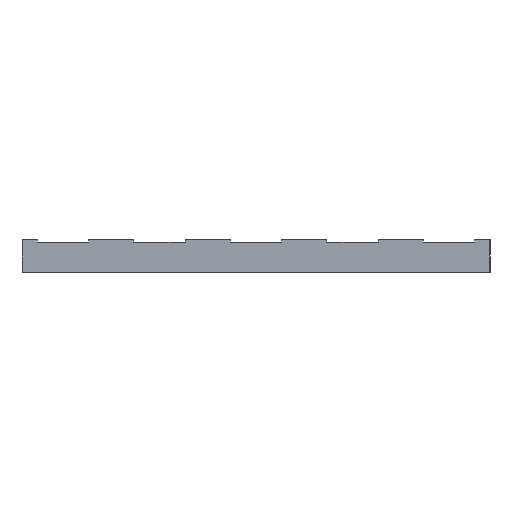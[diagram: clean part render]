
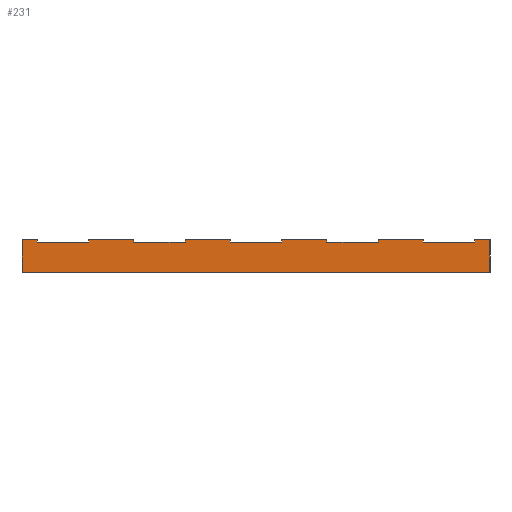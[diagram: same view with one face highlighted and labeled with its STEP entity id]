
A CAD part, left-side view. The second image highlights one B-rep face of the part: STEP entity #231.
In plain terms, the highlighted planar face has unit normal (-1, 0, 0).
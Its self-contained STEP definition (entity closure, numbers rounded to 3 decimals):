
#35=AXIS2_PLACEMENT_3D('Plane Axis2P3D',#32,#33,#34) ;
#32=CARTESIAN_POINT('Axis2P3D Location',(0.,21.8,1.5)) ;
#37=CARTESIAN_POINT('Line Origine',(0.,3.1,1.45)) ;
#41=CARTESIAN_POINT('Vertex',(0.,3.1,1.4)) ;
#43=CARTESIAN_POINT('Vertex',(0.,3.1,1.5)) ;
#46=CARTESIAN_POINT('Line Origine',(0.,4.15,1.5)) ;
#50=CARTESIAN_POINT('Vertex',(0.,5.2,1.5)) ;
#53=CARTESIAN_POINT('Line Origine',(0.,5.2,1.45)) ;
#57=CARTESIAN_POINT('Vertex',(0.,5.2,1.4)) ;
#60=CARTESIAN_POINT('Line Origine',(0.,6.4,1.4)) ;
#64=CARTESIAN_POINT('Vertex',(0.,7.6,1.4)) ;
#67=CARTESIAN_POINT('Line Origine',(0.,7.6,1.45)) ;
#71=CARTESIAN_POINT('Vertex',(0.,7.6,1.5)) ;
#74=CARTESIAN_POINT('Line Origine',(0.,8.65,1.5)) ;
#78=CARTESIAN_POINT('Vertex',(0.,9.7,1.5)) ;
#81=CARTESIAN_POINT('Line Origine',(0.,9.7,1.45)) ;
#85=CARTESIAN_POINT('Vertex',(0.,9.7,1.4)) ;
#88=CARTESIAN_POINT('Line Origine',(0.,10.9,1.4)) ;
#92=CARTESIAN_POINT('Vertex',(0.,12.1,1.4)) ;
#95=CARTESIAN_POINT('Line Origine',(0.,12.1,1.45)) ;
#99=CARTESIAN_POINT('Vertex',(0.,12.1,1.5)) ;
#102=CARTESIAN_POINT('Line Origine',(0.,13.15,1.5)) ;
#106=CARTESIAN_POINT('Vertex',(0.,14.2,1.5)) ;
#109=CARTESIAN_POINT('Line Origine',(0.,14.2,1.45)) ;
#113=CARTESIAN_POINT('Vertex',(0.,14.2,1.4)) ;
#116=CARTESIAN_POINT('Line Origine',(0.,15.4,1.4)) ;
#120=CARTESIAN_POINT('Vertex',(0.,16.6,1.4)) ;
#123=CARTESIAN_POINT('Line Origine',(0.,16.6,1.45)) ;
#127=CARTESIAN_POINT('Vertex',(0.,16.6,1.5)) ;
#130=CARTESIAN_POINT('Line Origine',(0.,17.65,1.5)) ;
#134=CARTESIAN_POINT('Vertex',(0.,18.7,1.5)) ;
#137=CARTESIAN_POINT('Line Origine',(0.,18.7,1.45)) ;
#141=CARTESIAN_POINT('Vertex',(0.,18.7,1.4)) ;
#144=CARTESIAN_POINT('Line Origine',(0.,19.9,1.4)) ;
#148=CARTESIAN_POINT('Vertex',(0.,21.1,1.4)) ;
#151=CARTESIAN_POINT('Line Origine',(0.,21.1,1.45)) ;
#155=CARTESIAN_POINT('Vertex',(0.,21.1,1.5)) ;
#158=CARTESIAN_POINT('Line Origine',(0.,21.45,1.5)) ;
#162=CARTESIAN_POINT('Vertex',(0.,21.8,1.5)) ;
#165=CARTESIAN_POINT('Line Origine',(0.,21.8,0.75)) ;
#169=CARTESIAN_POINT('Vertex',(0.,21.8,0.)) ;
#172=CARTESIAN_POINT('Line Origine',(0.,10.9,0.)) ;
#176=CARTESIAN_POINT('Vertex',(0.,0.,0.)) ;
#179=CARTESIAN_POINT('Line Origine',(0.,0.,0.75)) ;
#183=CARTESIAN_POINT('Vertex',(0.,0.,1.5)) ;
#186=CARTESIAN_POINT('Line Origine',(0.,0.35,1.5)) ;
#190=CARTESIAN_POINT('Vertex',(0.,0.7,1.5)) ;
#193=CARTESIAN_POINT('Line Origine',(0.,0.7,1.45)) ;
#197=CARTESIAN_POINT('Vertex',(0.,0.7,1.4)) ;
#200=CARTESIAN_POINT('Line Origine',(0.,1.9,1.4)) ;
#33=DIRECTION('Axis2P3D Direction',(1.,0.,0.)) ;
#34=DIRECTION('Axis2P3D XDirection',(0.,-1.,0.)) ;
#38=DIRECTION('Vector Direction',(0.,0.,-1.)) ;
#47=DIRECTION('Vector Direction',(0.,-1.,0.)) ;
#54=DIRECTION('Vector Direction',(0.,0.,1.)) ;
#61=DIRECTION('Vector Direction',(0.,-1.,0.)) ;
#68=DIRECTION('Vector Direction',(0.,0.,-1.)) ;
#75=DIRECTION('Vector Direction',(0.,-1.,0.)) ;
#82=DIRECTION('Vector Direction',(0.,0.,1.)) ;
#89=DIRECTION('Vector Direction',(0.,-1.,0.)) ;
#96=DIRECTION('Vector Direction',(0.,0.,-1.)) ;
#103=DIRECTION('Vector Direction',(0.,-1.,0.)) ;
#110=DIRECTION('Vector Direction',(0.,0.,1.)) ;
#117=DIRECTION('Vector Direction',(0.,-1.,0.)) ;
#124=DIRECTION('Vector Direction',(0.,0.,-1.)) ;
#131=DIRECTION('Vector Direction',(0.,-1.,0.)) ;
#138=DIRECTION('Vector Direction',(0.,0.,1.)) ;
#145=DIRECTION('Vector Direction',(0.,-1.,0.)) ;
#152=DIRECTION('Vector Direction',(0.,0.,-1.)) ;
#159=DIRECTION('Vector Direction',(0.,-1.,0.)) ;
#166=DIRECTION('Vector Direction',(0.,0.,1.)) ;
#173=DIRECTION('Vector Direction',(0.,1.,0.)) ;
#180=DIRECTION('Vector Direction',(0.,0.,-1.)) ;
#187=DIRECTION('Vector Direction',(0.,-1.,0.)) ;
#194=DIRECTION('Vector Direction',(0.,0.,1.)) ;
#201=DIRECTION('Vector Direction',(0.,-1.,0.)) ;
#39=VECTOR('Line Direction',#38,1.) ;
#48=VECTOR('Line Direction',#47,1.) ;
#55=VECTOR('Line Direction',#54,1.) ;
#62=VECTOR('Line Direction',#61,1.) ;
#69=VECTOR('Line Direction',#68,1.) ;
#76=VECTOR('Line Direction',#75,1.) ;
#83=VECTOR('Line Direction',#82,1.) ;
#90=VECTOR('Line Direction',#89,1.) ;
#97=VECTOR('Line Direction',#96,1.) ;
#104=VECTOR('Line Direction',#103,1.) ;
#111=VECTOR('Line Direction',#110,1.) ;
#118=VECTOR('Line Direction',#117,1.) ;
#125=VECTOR('Line Direction',#124,1.) ;
#132=VECTOR('Line Direction',#131,1.) ;
#139=VECTOR('Line Direction',#138,1.) ;
#146=VECTOR('Line Direction',#145,1.) ;
#153=VECTOR('Line Direction',#152,1.) ;
#160=VECTOR('Line Direction',#159,1.) ;
#167=VECTOR('Line Direction',#166,1.) ;
#174=VECTOR('Line Direction',#173,1.) ;
#181=VECTOR('Line Direction',#180,1.) ;
#188=VECTOR('Line Direction',#187,1.) ;
#195=VECTOR('Line Direction',#194,1.) ;
#202=VECTOR('Line Direction',#201,1.) ;
#206=ORIENTED_EDGE('',*,*,#45,.T.) ;
#207=ORIENTED_EDGE('',*,*,#52,.T.) ;
#208=ORIENTED_EDGE('',*,*,#59,.T.) ;
#209=ORIENTED_EDGE('',*,*,#66,.T.) ;
#210=ORIENTED_EDGE('',*,*,#73,.T.) ;
#211=ORIENTED_EDGE('',*,*,#80,.T.) ;
#212=ORIENTED_EDGE('',*,*,#87,.T.) ;
#213=ORIENTED_EDGE('',*,*,#94,.T.) ;
#214=ORIENTED_EDGE('',*,*,#101,.T.) ;
#215=ORIENTED_EDGE('',*,*,#108,.T.) ;
#216=ORIENTED_EDGE('',*,*,#115,.T.) ;
#217=ORIENTED_EDGE('',*,*,#122,.T.) ;
#218=ORIENTED_EDGE('',*,*,#129,.T.) ;
#219=ORIENTED_EDGE('',*,*,#136,.T.) ;
#220=ORIENTED_EDGE('',*,*,#143,.T.) ;
#221=ORIENTED_EDGE('',*,*,#150,.T.) ;
#222=ORIENTED_EDGE('',*,*,#157,.T.) ;
#223=ORIENTED_EDGE('',*,*,#164,.T.) ;
#224=ORIENTED_EDGE('',*,*,#171,.T.) ;
#225=ORIENTED_EDGE('',*,*,#178,.T.) ;
#226=ORIENTED_EDGE('',*,*,#185,.T.) ;
#227=ORIENTED_EDGE('',*,*,#192,.T.) ;
#228=ORIENTED_EDGE('',*,*,#199,.T.) ;
#229=ORIENTED_EDGE('',*,*,#204,.T.) ;
#231=ADVANCED_FACE('PROFIL',(#230),#36,.F.) ;
#45=EDGE_CURVE('',#42,#44,#40,.F.) ;
#52=EDGE_CURVE('',#44,#51,#49,.F.) ;
#59=EDGE_CURVE('',#51,#58,#56,.F.) ;
#66=EDGE_CURVE('',#58,#65,#63,.F.) ;
#73=EDGE_CURVE('',#65,#72,#70,.F.) ;
#80=EDGE_CURVE('',#72,#79,#77,.F.) ;
#87=EDGE_CURVE('',#79,#86,#84,.F.) ;
#94=EDGE_CURVE('',#86,#93,#91,.F.) ;
#101=EDGE_CURVE('',#93,#100,#98,.F.) ;
#108=EDGE_CURVE('',#100,#107,#105,.F.) ;
#115=EDGE_CURVE('',#107,#114,#112,.F.) ;
#122=EDGE_CURVE('',#114,#121,#119,.F.) ;
#129=EDGE_CURVE('',#121,#128,#126,.F.) ;
#136=EDGE_CURVE('',#128,#135,#133,.F.) ;
#143=EDGE_CURVE('',#135,#142,#140,.F.) ;
#150=EDGE_CURVE('',#142,#149,#147,.F.) ;
#157=EDGE_CURVE('',#149,#156,#154,.F.) ;
#164=EDGE_CURVE('',#156,#163,#161,.F.) ;
#171=EDGE_CURVE('',#163,#170,#168,.F.) ;
#178=EDGE_CURVE('',#170,#177,#175,.F.) ;
#185=EDGE_CURVE('',#177,#184,#182,.F.) ;
#192=EDGE_CURVE('',#184,#191,#189,.F.) ;
#199=EDGE_CURVE('',#191,#198,#196,.F.) ;
#204=EDGE_CURVE('',#198,#42,#203,.F.) ;
#205=EDGE_LOOP('',(#206,#207,#208,#209,#210,#211,#212,#213,#214,#215,#216,#217,#218,#219,#220,#221,#222,#223,#224,#225,#226,#227,#228,#229)) ;
#230=FACE_OUTER_BOUND('',#205,.T.) ;
#40=LINE('Line',#37,#39) ;
#49=LINE('Line',#46,#48) ;
#56=LINE('Line',#53,#55) ;
#63=LINE('Line',#60,#62) ;
#70=LINE('Line',#67,#69) ;
#77=LINE('Line',#74,#76) ;
#84=LINE('Line',#81,#83) ;
#91=LINE('Line',#88,#90) ;
#98=LINE('Line',#95,#97) ;
#105=LINE('Line',#102,#104) ;
#112=LINE('Line',#109,#111) ;
#119=LINE('Line',#116,#118) ;
#126=LINE('Line',#123,#125) ;
#133=LINE('Line',#130,#132) ;
#140=LINE('Line',#137,#139) ;
#147=LINE('Line',#144,#146) ;
#154=LINE('Line',#151,#153) ;
#161=LINE('Line',#158,#160) ;
#168=LINE('Line',#165,#167) ;
#175=LINE('Line',#172,#174) ;
#182=LINE('Line',#179,#181) ;
#189=LINE('Line',#186,#188) ;
#196=LINE('Line',#193,#195) ;
#203=LINE('Line',#200,#202) ;
#36=PLANE('',#35) ;
#42=VERTEX_POINT('',#41) ;
#44=VERTEX_POINT('',#43) ;
#51=VERTEX_POINT('',#50) ;
#58=VERTEX_POINT('',#57) ;
#65=VERTEX_POINT('',#64) ;
#72=VERTEX_POINT('',#71) ;
#79=VERTEX_POINT('',#78) ;
#86=VERTEX_POINT('',#85) ;
#93=VERTEX_POINT('',#92) ;
#100=VERTEX_POINT('',#99) ;
#107=VERTEX_POINT('',#106) ;
#114=VERTEX_POINT('',#113) ;
#121=VERTEX_POINT('',#120) ;
#128=VERTEX_POINT('',#127) ;
#135=VERTEX_POINT('',#134) ;
#142=VERTEX_POINT('',#141) ;
#149=VERTEX_POINT('',#148) ;
#156=VERTEX_POINT('',#155) ;
#163=VERTEX_POINT('',#162) ;
#170=VERTEX_POINT('',#169) ;
#177=VERTEX_POINT('',#176) ;
#184=VERTEX_POINT('',#183) ;
#191=VERTEX_POINT('',#190) ;
#198=VERTEX_POINT('',#197) ;
